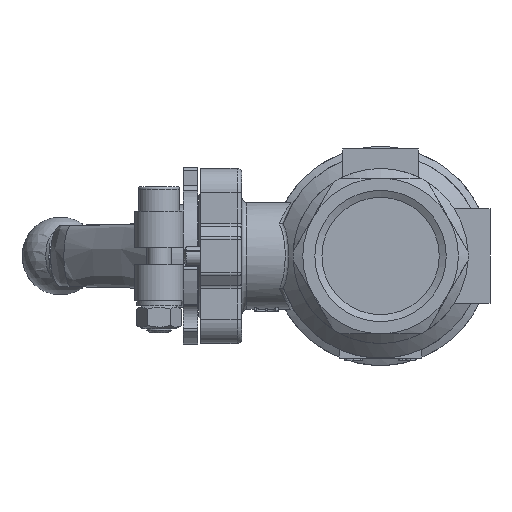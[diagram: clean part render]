
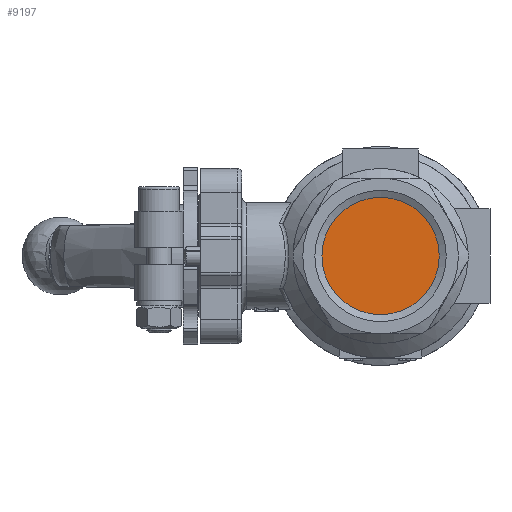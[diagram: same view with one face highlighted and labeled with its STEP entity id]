
A CAD part, left-side view. The second image highlights one B-rep face of the part: STEP entity #9197.
In plain terms, the highlighted planar face has unit normal (-1, 0, 0).
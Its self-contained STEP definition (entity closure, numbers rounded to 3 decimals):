
#335 = CARTESIAN_POINT ( 'NONE',  ( -22., 0., 0. ) ) ;
#1863 = DIRECTION ( 'NONE',  ( 0., -1., 0. ) ) ;
#3589 = FACE_OUTER_BOUND ( 'NONE', #17470, .T. ) ;
#3663 = CIRCLE ( 'NONE', #9825, 12.059 ) ;
#5036 = PLANE ( 'NONE',  #17492 ) ;
#6199 = DIRECTION ( 'NONE',  ( 1., 0., 0. ) ) ;
#7802 = ORIENTED_EDGE ( 'NONE', *, *, #9081, .F. ) ;
#8566 = DIRECTION ( 'NONE',  ( 1., 0., 0. ) ) ;
#9081 = EDGE_CURVE ( 'NONE', #9360, #9360, #3663, .T. ) ;
#9197 = ADVANCED_FACE ( 'NONE', ( #3589 ), #5036, .F. ) ;
#9360 = VERTEX_POINT ( 'NONE', #10708 ) ;
#9825 = AXIS2_PLACEMENT_3D ( 'NONE', #335, #6199, #1863 ) ;
#10708 = CARTESIAN_POINT ( 'NONE',  ( -22., -12.059, 0. ) ) ;
#12877 = DIRECTION ( 'NONE',  ( 0., 1., 0. ) ) ;
#15298 = CARTESIAN_POINT ( 'NONE',  ( -22., -11.029, 0. ) ) ;
#17470 = EDGE_LOOP ( 'NONE', ( #7802 ) ) ;
#17492 = AXIS2_PLACEMENT_3D ( 'NONE', #15298, #8566, #12877 ) ;
